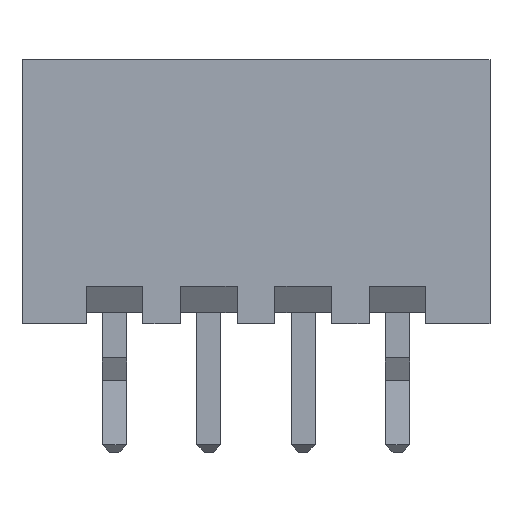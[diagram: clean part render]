
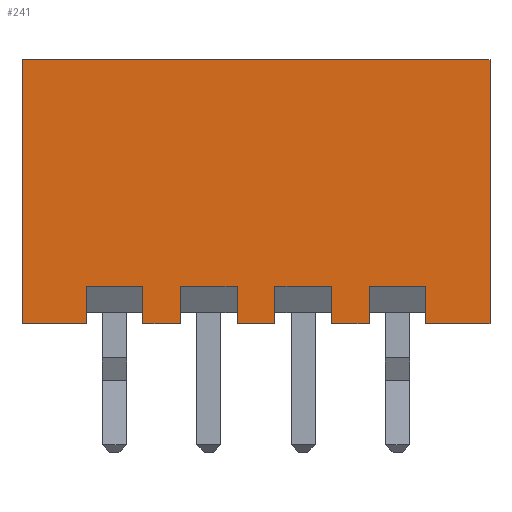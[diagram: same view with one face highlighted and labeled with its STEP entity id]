
A CAD part, front view. The second image highlights one B-rep face of the part: STEP entity #241.
In plain terms, the highlighted planar face has unit normal (0, -1, 0).
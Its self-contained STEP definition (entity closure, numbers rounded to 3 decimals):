
#32 = VERTEX_POINT('',#33);
#33 = CARTESIAN_POINT('',(9.95,-3.4,7.));
#39 = EDGE_CURVE('',#40,#32,#42,.T.);
#40 = VERTEX_POINT('',#41);
#41 = CARTESIAN_POINT('',(-2.45,-3.4,7.));
#42 = LINE('',#43,#44);
#43 = CARTESIAN_POINT('',(-2.45,-3.4,7.));
#44 = VECTOR('',#45,1.);
#45 = DIRECTION('',(1.,0.,0.));
#157 = VERTEX_POINT('',#158);
#158 = CARTESIAN_POINT('',(9.95,-3.4,0.));
#166 = EDGE_CURVE('',#157,#32,#167,.T.);
#167 = LINE('',#168,#169);
#168 = CARTESIAN_POINT('',(9.95,-3.4,0.));
#169 = VECTOR('',#170,1.);
#170 = DIRECTION('',(0.,0.,1.));
#241 = ADVANCED_FACE('',(#242),#388,.F.);
#242 = FACE_BOUND('',#243,.F.);
#243 = EDGE_LOOP('',(#244,#254,#260,#261,#262,#270,#278,#286,#294,#302,
#310,#318,#326,#334,#342,#350,#358,#366,#374,#382));
#244 = ORIENTED_EDGE('',*,*,#245,.F.);
#245 = EDGE_CURVE('',#246,#248,#250,.T.);
#246 = VERTEX_POINT('',#247);
#247 = CARTESIAN_POINT('',(-2.45,-3.4,0.));
#248 = VERTEX_POINT('',#249);
#249 = CARTESIAN_POINT('',(-0.75,-3.4,0.));
#250 = LINE('',#251,#252);
#251 = CARTESIAN_POINT('',(-2.45,-3.4,0.));
#252 = VECTOR('',#253,1.);
#253 = DIRECTION('',(1.,0.,0.));
#254 = ORIENTED_EDGE('',*,*,#255,.T.);
#255 = EDGE_CURVE('',#246,#40,#256,.T.);
#256 = LINE('',#257,#258);
#257 = CARTESIAN_POINT('',(-2.45,-3.4,0.));
#258 = VECTOR('',#259,1.);
#259 = DIRECTION('',(0.,0.,1.));
#260 = ORIENTED_EDGE('',*,*,#39,.T.);
#261 = ORIENTED_EDGE('',*,*,#166,.F.);
#262 = ORIENTED_EDGE('',*,*,#263,.F.);
#263 = EDGE_CURVE('',#264,#157,#266,.T.);
#264 = VERTEX_POINT('',#265);
#265 = CARTESIAN_POINT('',(8.25,-3.4,0.));
#266 = LINE('',#267,#268);
#267 = CARTESIAN_POINT('',(-2.45,-3.4,0.));
#268 = VECTOR('',#269,1.);
#269 = DIRECTION('',(1.,0.,0.));
#270 = ORIENTED_EDGE('',*,*,#271,.F.);
#271 = EDGE_CURVE('',#272,#264,#274,.T.);
#272 = VERTEX_POINT('',#273);
#273 = CARTESIAN_POINT('',(8.25,-3.4,1.));
#274 = LINE('',#275,#276);
#275 = CARTESIAN_POINT('',(8.25,-3.4,1.));
#276 = VECTOR('',#277,1.);
#277 = DIRECTION('',(-0.,0.,-1.));
#278 = ORIENTED_EDGE('',*,*,#279,.T.);
#279 = EDGE_CURVE('',#272,#280,#282,.T.);
#280 = VERTEX_POINT('',#281);
#281 = CARTESIAN_POINT('',(6.75,-3.4,1.));
#282 = LINE('',#283,#284);
#283 = CARTESIAN_POINT('',(8.25,-3.4,1.));
#284 = VECTOR('',#285,1.);
#285 = DIRECTION('',(-1.,0.,0.));
#286 = ORIENTED_EDGE('',*,*,#287,.T.);
#287 = EDGE_CURVE('',#280,#288,#290,.T.);
#288 = VERTEX_POINT('',#289);
#289 = CARTESIAN_POINT('',(6.75,-3.4,0.));
#290 = LINE('',#291,#292);
#291 = CARTESIAN_POINT('',(6.75,-3.4,1.));
#292 = VECTOR('',#293,1.);
#293 = DIRECTION('',(-0.,0.,-1.));
#294 = ORIENTED_EDGE('',*,*,#295,.F.);
#295 = EDGE_CURVE('',#296,#288,#298,.T.);
#296 = VERTEX_POINT('',#297);
#297 = CARTESIAN_POINT('',(5.75,-3.4,0.));
#298 = LINE('',#299,#300);
#299 = CARTESIAN_POINT('',(-2.45,-3.4,0.));
#300 = VECTOR('',#301,1.);
#301 = DIRECTION('',(1.,0.,0.));
#302 = ORIENTED_EDGE('',*,*,#303,.F.);
#303 = EDGE_CURVE('',#304,#296,#306,.T.);
#304 = VERTEX_POINT('',#305);
#305 = CARTESIAN_POINT('',(5.75,-3.4,1.));
#306 = LINE('',#307,#308);
#307 = CARTESIAN_POINT('',(5.75,-3.4,1.));
#308 = VECTOR('',#309,1.);
#309 = DIRECTION('',(-0.,0.,-1.));
#310 = ORIENTED_EDGE('',*,*,#311,.T.);
#311 = EDGE_CURVE('',#304,#312,#314,.T.);
#312 = VERTEX_POINT('',#313);
#313 = CARTESIAN_POINT('',(4.25,-3.4,1.));
#314 = LINE('',#315,#316);
#315 = CARTESIAN_POINT('',(5.75,-3.4,1.));
#316 = VECTOR('',#317,1.);
#317 = DIRECTION('',(-1.,0.,0.));
#318 = ORIENTED_EDGE('',*,*,#319,.T.);
#319 = EDGE_CURVE('',#312,#320,#322,.T.);
#320 = VERTEX_POINT('',#321);
#321 = CARTESIAN_POINT('',(4.25,-3.4,0.));
#322 = LINE('',#323,#324);
#323 = CARTESIAN_POINT('',(4.25,-3.4,1.));
#324 = VECTOR('',#325,1.);
#325 = DIRECTION('',(-0.,0.,-1.));
#326 = ORIENTED_EDGE('',*,*,#327,.F.);
#327 = EDGE_CURVE('',#328,#320,#330,.T.);
#328 = VERTEX_POINT('',#329);
#329 = CARTESIAN_POINT('',(3.25,-3.4,0.));
#330 = LINE('',#331,#332);
#331 = CARTESIAN_POINT('',(-2.45,-3.4,0.));
#332 = VECTOR('',#333,1.);
#333 = DIRECTION('',(1.,0.,0.));
#334 = ORIENTED_EDGE('',*,*,#335,.F.);
#335 = EDGE_CURVE('',#336,#328,#338,.T.);
#336 = VERTEX_POINT('',#337);
#337 = CARTESIAN_POINT('',(3.25,-3.4,1.));
#338 = LINE('',#339,#340);
#339 = CARTESIAN_POINT('',(3.25,-3.4,1.));
#340 = VECTOR('',#341,1.);
#341 = DIRECTION('',(-0.,0.,-1.));
#342 = ORIENTED_EDGE('',*,*,#343,.T.);
#343 = EDGE_CURVE('',#336,#344,#346,.T.);
#344 = VERTEX_POINT('',#345);
#345 = CARTESIAN_POINT('',(1.75,-3.4,1.));
#346 = LINE('',#347,#348);
#347 = CARTESIAN_POINT('',(3.25,-3.4,1.));
#348 = VECTOR('',#349,1.);
#349 = DIRECTION('',(-1.,0.,0.));
#350 = ORIENTED_EDGE('',*,*,#351,.T.);
#351 = EDGE_CURVE('',#344,#352,#354,.T.);
#352 = VERTEX_POINT('',#353);
#353 = CARTESIAN_POINT('',(1.75,-3.4,0.));
#354 = LINE('',#355,#356);
#355 = CARTESIAN_POINT('',(1.75,-3.4,1.));
#356 = VECTOR('',#357,1.);
#357 = DIRECTION('',(-0.,0.,-1.));
#358 = ORIENTED_EDGE('',*,*,#359,.F.);
#359 = EDGE_CURVE('',#360,#352,#362,.T.);
#360 = VERTEX_POINT('',#361);
#361 = CARTESIAN_POINT('',(0.75,-3.4,0.));
#362 = LINE('',#363,#364);
#363 = CARTESIAN_POINT('',(-2.45,-3.4,0.));
#364 = VECTOR('',#365,1.);
#365 = DIRECTION('',(1.,0.,0.));
#366 = ORIENTED_EDGE('',*,*,#367,.F.);
#367 = EDGE_CURVE('',#368,#360,#370,.T.);
#368 = VERTEX_POINT('',#369);
#369 = CARTESIAN_POINT('',(0.75,-3.4,1.));
#370 = LINE('',#371,#372);
#371 = CARTESIAN_POINT('',(0.75,-3.4,1.));
#372 = VECTOR('',#373,1.);
#373 = DIRECTION('',(-0.,0.,-1.));
#374 = ORIENTED_EDGE('',*,*,#375,.T.);
#375 = EDGE_CURVE('',#368,#376,#378,.T.);
#376 = VERTEX_POINT('',#377);
#377 = CARTESIAN_POINT('',(-0.75,-3.4,1.));
#378 = LINE('',#379,#380);
#379 = CARTESIAN_POINT('',(0.75,-3.4,1.));
#380 = VECTOR('',#381,1.);
#381 = DIRECTION('',(-1.,0.,0.));
#382 = ORIENTED_EDGE('',*,*,#383,.T.);
#383 = EDGE_CURVE('',#376,#248,#384,.T.);
#384 = LINE('',#385,#386);
#385 = CARTESIAN_POINT('',(-0.75,-3.4,1.));
#386 = VECTOR('',#387,1.);
#387 = DIRECTION('',(-0.,0.,-1.));
#388 = PLANE('',#389);
#389 = AXIS2_PLACEMENT_3D('',#390,#391,#392);
#390 = CARTESIAN_POINT('',(-2.45,-3.4,0.));
#391 = DIRECTION('',(0.,1.,0.));
#392 = DIRECTION('',(1.,0.,0.));
